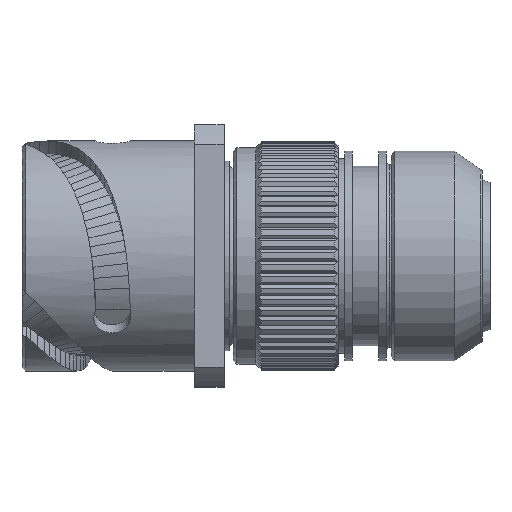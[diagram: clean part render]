
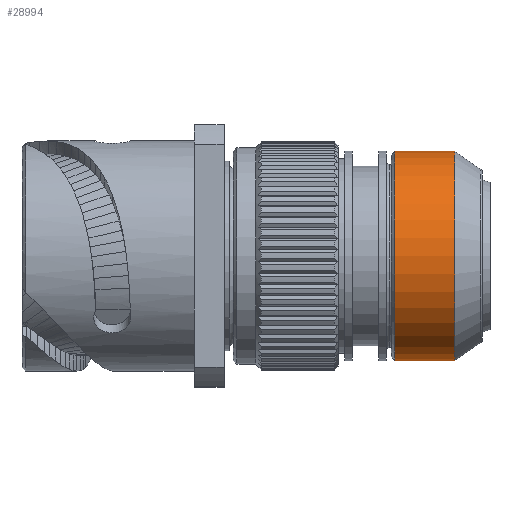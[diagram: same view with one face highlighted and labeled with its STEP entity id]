
A CAD part, top view. The second image highlights one B-rep face of the part: STEP entity #28994.
In plain terms, the highlighted cylindrical face has radius 14 mm (diameter 28 mm), a partial arc.
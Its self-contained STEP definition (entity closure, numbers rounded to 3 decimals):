
#7480=CARTESIAN_POINT('',(49.887,0.,0.));
#7481=DIRECTION('',(1.,0.,0.));
#7482=DIRECTION('',(0.,1.,0.));
#7483=AXIS2_PLACEMENT_3D('',#7480,#7481,#7482);
#7485=CARTESIAN_POINT('',(57.887,0.,0.));
#7486=DIRECTION('',(1.,0.,0.));
#7487=DIRECTION('',(0.,1.,0.));
#7488=AXIS2_PLACEMENT_3D('',#7485,#7486,#7487);
#7490=DIRECTION('',(-1.,0.,0.));
#7491=VECTOR('',#7490,8.);
#7492=CARTESIAN_POINT('',(57.887,14.,0.));
#7493=LINE('3131',#7492,#7491);
#7494=DIRECTION('',(-1.,0.,0.));
#7495=VECTOR('',#7494,8.);
#7496=CARTESIAN_POINT('',(57.887,-14.,0.));
#7497=LINE('3132',#7496,#7495);
#15354=CARTESIAN_POINT('',(57.887,14.,0.));
#15355=CARTESIAN_POINT('',(49.887,14.,0.));
#15356=VERTEX_POINT('',#15354);
#15357=VERTEX_POINT('',#15355);
#15358=CARTESIAN_POINT('',(57.887,-14.,0.));
#15359=CARTESIAN_POINT('',(49.887,-14.,0.));
#15360=VERTEX_POINT('',#15358);
#15361=VERTEX_POINT('',#15359);
#28980=CARTESIAN_POINT('',(48.777,0.,0.));
#28981=DIRECTION('',(1.,0.,0.));
#28982=DIRECTION('',(0.,-1.,0.));
#28983=AXIS2_PLACEMENT_3D('',#28980,#28981,#28982);
#28984=CYLINDRICAL_SURFACE('913',#28983,14.);
#28986=ORIENTED_EDGE('3131',*,*,#28985,.F.);
#28988=ORIENTED_EDGE('3134',*,*,#28987,.T.);
#28990=ORIENTED_EDGE('3132',*,*,#28989,.T.);
#28991=ORIENTED_EDGE('3146',*,*,#28966,.F.);
#28992=EDGE_LOOP('913',(#28986,#28988,#28990,#28991));
#28993=FACE_OUTER_BOUND('913',#28992,.F.);
#7484=CIRCLE('3146',#7483,14.);
#7489=CIRCLE('3134',#7488,14.);
#28966=EDGE_CURVE('3146',#15357,#15361,#7484,.T.);
#28985=EDGE_CURVE('3131',#15356,#15357,#7493,.T.);
#28987=EDGE_CURVE('3134',#15356,#15360,#7489,.T.);
#28989=EDGE_CURVE('3132',#15360,#15361,#7497,.T.);
#28994=ADVANCED_FACE('913',(#28993),#28984,.T.);
